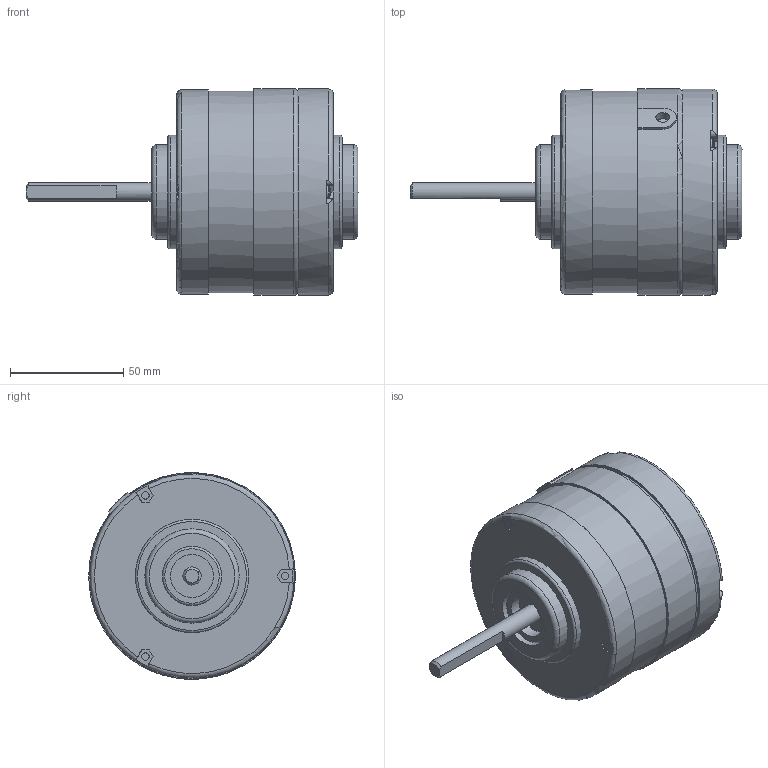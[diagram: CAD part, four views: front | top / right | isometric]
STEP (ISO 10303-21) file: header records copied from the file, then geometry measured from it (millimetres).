
FILE_DESCRIPTION((''),'2;1');
FILE_NAME('88430_ALDC.stp','2014-05-19T10:58:17',('ampex83'),(''),'Autodesk Inventor 2011','Autodesk Inventor 2011','');
FILE_SCHEMA(('AUTOMOTIVE_DESIGN { 1 0 10303 214 1 1 1 1 }'));
Length unit declared in the file: millimetre
Products named in the file (1): 88430_ALDC
Bounding box: 146.27 x 91 x 91 mm (x, y, z)
Volume: 344866.4 mm3; surface area: 70831.8 mm2
Topology: 1 solids, 5 shells, 316 faces, 825 edges, 529 vertices
Faces by surface type: plane 143, cylinder 69, bspline 36, cone 35, torus 30, sphere 3
Full cylindrical faces by diameter (mm): 3.3 x9, 6 x2, 8 x3, 13.5 x1, 19 x1, 22 x3, 26 x2, 28 x2, 41.5 x2, 50 x2, 72.9 x1, 73 x1, 86 x1, 89 x1, 90 x1, 91 x2
Entity records: 10641 total; most frequent: CARTESIAN_POINT 3082, DIRECTION 1461, ORIENTED_EDGE 1440, EDGE_CURVE 720, AXIS2_PLACEMENT_3D 564, VERTEX_POINT 489, EDGE_LOOP 431, VECTOR 333
